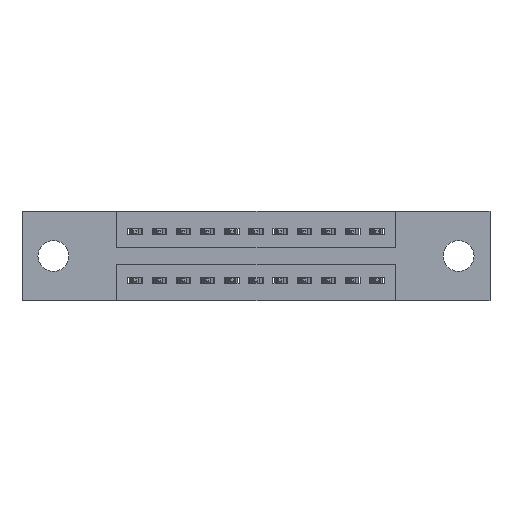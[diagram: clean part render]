
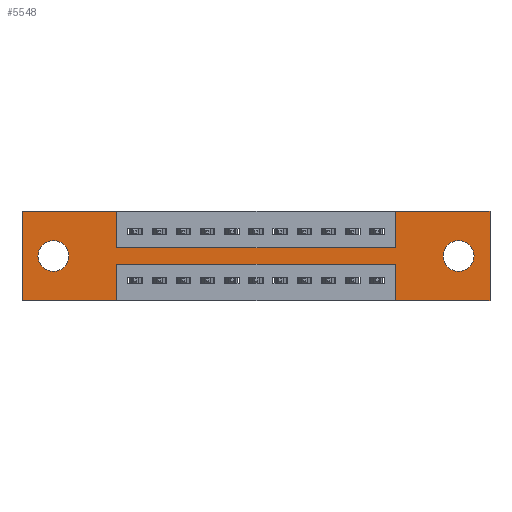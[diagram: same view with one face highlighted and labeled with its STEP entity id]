
A CAD part, front view. The second image highlights one B-rep face of the part: STEP entity #5548.
In plain terms, the highlighted planar face has unit normal (0, -1, 0).
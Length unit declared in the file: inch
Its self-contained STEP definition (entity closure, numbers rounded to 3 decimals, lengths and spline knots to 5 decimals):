
#137 = DIRECTION ( 'NONE',  ( -1., 0., 0. ) ) ;
#254 = VECTOR ( 'NONE', #8415, 39.37008 ) ;
#267 = VERTEX_POINT ( 'NONE', #5204 ) ;
#295 = DIRECTION ( 'NONE',  ( -1., 0., 0. ) ) ;
#356 = ORIENTED_EDGE ( 'NONE', *, *, #8365, .T. ) ;
#405 = CARTESIAN_POINT ( 'NONE',  ( 0.3925, 0., 0. ) ) ;
#609 = CARTESIAN_POINT ( 'NONE',  ( 0., 0., -0.37 ) ) ;
#689 = VECTOR ( 'NONE', #137, 39.37008 ) ;
#785 = CARTESIAN_POINT ( 'NONE',  ( 1.5425, 0., -0.37 ) ) ;
#850 = ORIENTED_EDGE ( 'NONE', *, *, #2156, .F. ) ;
#968 = EDGE_CURVE ( 'NONE', #1346, #9020, #5719, .T. ) ;
#974 = LINE ( 'NONE', #11618, #11247 ) ;
#1053 = CIRCLE ( 'NONE', #2120, 0.064 ) ;
#1078 = EDGE_CURVE ( 'NONE', #8890, #12591, #10949, .T. ) ;
#1082 = CARTESIAN_POINT ( 'NONE',  ( 0.13, 0., -0.249 ) ) ;
#1139 = DIRECTION ( 'NONE',  ( 1., 0., 0. ) ) ;
#1167 = CIRCLE ( 'NONE', #4949, 0.064 ) ;
#1264 = ORIENTED_EDGE ( 'NONE', *, *, #6830, .F. ) ;
#1343 = FACE_BOUND ( 'NONE', #5909, .T. ) ;
#1346 = VERTEX_POINT ( 'NONE', #405 ) ;
#1478 = CARTESIAN_POINT ( 'NONE',  ( 0.3925, 0., -0.22 ) ) ;
#1519 = CARTESIAN_POINT ( 'NONE',  ( 0., 0., 0. ) ) ;
#1736 = LINE ( 'NONE', #7572, #9401 ) ;
#2060 = DIRECTION ( 'NONE',  ( 0., 1., 0. ) ) ;
#2108 = CARTESIAN_POINT ( 'NONE',  ( 1.805, 0., -0.185 ) ) ;
#2120 = AXIS2_PLACEMENT_3D ( 'NONE', #3473, #10313, #4510 ) ;
#2156 = EDGE_CURVE ( 'NONE', #9639, #10306, #11848, .T. ) ;
#2218 = VERTEX_POINT ( 'NONE', #8822 ) ;
#2495 = EDGE_LOOP ( 'NONE', ( #3092, #12515 ) ) ;
#2813 = DIRECTION ( 'NONE',  ( 0., 0., -1. ) ) ;
#2868 = ORIENTED_EDGE ( 'NONE', *, *, #11875, .F. ) ;
#2895 = CARTESIAN_POINT ( 'NONE',  ( 0.3925, 0., 0. ) ) ;
#3001 = ORIENTED_EDGE ( 'NONE', *, *, #5896, .F. ) ;
#3011 = VECTOR ( 'NONE', #2813, 39.37008 ) ;
#3092 = ORIENTED_EDGE ( 'NONE', *, *, #6814, .T. ) ;
#3140 = DIRECTION ( 'NONE',  ( 0., 0., -1. ) ) ;
#3196 = CARTESIAN_POINT ( 'NONE',  ( 1.935, 0., 0. ) ) ;
#3293 = VECTOR ( 'NONE', #3657, 39.37008 ) ;
#3315 = AXIS2_PLACEMENT_3D ( 'NONE', #10683, #5939, #12457 ) ;
#3338 = VERTEX_POINT ( 'NONE', #5498 ) ;
#3473 = CARTESIAN_POINT ( 'NONE',  ( 0.13, 0., -0.185 ) ) ;
#3474 = CARTESIAN_POINT ( 'NONE',  ( 0.3925, 0., -0.22 ) ) ;
#3493 = VECTOR ( 'NONE', #12706, 39.37008 ) ;
#3657 = DIRECTION ( 'NONE',  ( 1., 0., 0. ) ) ;
#3659 = DIRECTION ( 'NONE',  ( 0., 0., 1. ) ) ;
#3768 = ORIENTED_EDGE ( 'NONE', *, *, #6933, .F. ) ;
#3843 = FACE_BOUND ( 'NONE', #2495, .T. ) ;
#3903 = ORIENTED_EDGE ( 'NONE', *, *, #8802, .F. ) ;
#4232 = DIRECTION ( 'NONE',  ( 0., 0., -1. ) ) ;
#4276 = DIRECTION ( 'NONE',  ( 0., 0., 1. ) ) ;
#4486 = ORIENTED_EDGE ( 'NONE', *, *, #5586, .F. ) ;
#4489 = EDGE_CURVE ( 'NONE', #267, #2218, #7730, .T. ) ;
#4510 = DIRECTION ( 'NONE',  ( 0., 0., 1. ) ) ;
#4624 = CARTESIAN_POINT ( 'NONE',  ( 0.13, 0., -0.185 ) ) ;
#4746 = CARTESIAN_POINT ( 'NONE',  ( 1.5425, 0., -0.37 ) ) ;
#4822 = VECTOR ( 'NONE', #4232, 39.37008 ) ;
#4949 = AXIS2_PLACEMENT_3D ( 'NONE', #4624, #11327, #5637 ) ;
#4964 = DIRECTION ( 'NONE',  ( 1., 0., 0. ) ) ;
#4997 = EDGE_CURVE ( 'NONE', #3338, #10460, #11794, .T. ) ;
#5204 = CARTESIAN_POINT ( 'NONE',  ( 1.935, 0., 0. ) ) ;
#5211 = VERTEX_POINT ( 'NONE', #8362 ) ;
#5326 = EDGE_CURVE ( 'NONE', #5887, #5211, #1167, .T. ) ;
#5419 = VECTOR ( 'NONE', #1139, 39.37008 ) ;
#5498 = CARTESIAN_POINT ( 'NONE',  ( 1.805, 0., -0.121 ) ) ;
#5548 = ADVANCED_FACE ( 'NONE', ( #1343, #3843, #9073 ), #11580, .T. ) ;
#5586 = EDGE_CURVE ( 'NONE', #11851, #267, #974, .T. ) ;
#5637 = DIRECTION ( 'NONE',  ( 0., 0., 1. ) ) ;
#5692 = CARTESIAN_POINT ( 'NONE',  ( 0., 0., 0. ) ) ;
#5719 = LINE ( 'NONE', #2895, #3011 ) ;
#5732 = LINE ( 'NONE', #11058, #5419 ) ;
#5887 = VERTEX_POINT ( 'NONE', #1082 ) ;
#5896 = EDGE_CURVE ( 'NONE', #9020, #11384, #5732, .T. ) ;
#5909 = EDGE_LOOP ( 'NONE', ( #8646, #356 ) ) ;
#5939 = DIRECTION ( 'NONE',  ( 0., -1., 0. ) ) ;
#6239 = CARTESIAN_POINT ( 'NONE',  ( 1.5425, 0., 0. ) ) ;
#6388 = EDGE_LOOP ( 'NONE', ( #850, #8949, #8846, #3903, #10692, #4486, #2868, #3001, #12327, #8446, #3768, #1264 ) ) ;
#6515 = DIRECTION ( 'NONE',  ( 0., 0., -1. ) ) ;
#6814 = EDGE_CURVE ( 'NONE', #5211, #5887, #1053, .T. ) ;
#6830 = EDGE_CURVE ( 'NONE', #10306, #11572, #8850, .T. ) ;
#6933 = EDGE_CURVE ( 'NONE', #11572, #10191, #12242, .T. ) ;
#7006 = AXIS2_PLACEMENT_3D ( 'NONE', #8050, #2060, #9027 ) ;
#7106 = CARTESIAN_POINT ( 'NONE',  ( 1.5425, 0., -0.22 ) ) ;
#7187 = CARTESIAN_POINT ( 'NONE',  ( 0.3925, 0., -0.37 ) ) ;
#7488 = VECTOR ( 'NONE', #4276, 39.37008 ) ;
#7572 = CARTESIAN_POINT ( 'NONE',  ( 0., 0., -0.37 ) ) ;
#7730 = LINE ( 'NONE', #3196, #4822 ) ;
#7853 = EDGE_CURVE ( 'NONE', #12591, #9639, #11277, .T. ) ;
#8050 = CARTESIAN_POINT ( 'NONE',  ( 1.805, 0., -0.185 ) ) ;
#8197 = CARTESIAN_POINT ( 'NONE',  ( 1.5425, 0., 0. ) ) ;
#8362 = CARTESIAN_POINT ( 'NONE',  ( 0.13, 0., -0.121 ) ) ;
#8365 = EDGE_CURVE ( 'NONE', #10460, #3338, #11268, .T. ) ;
#8415 = DIRECTION ( 'NONE',  ( -1., 0., 0. ) ) ;
#8446 = ORIENTED_EDGE ( 'NONE', *, *, #12257, .F. ) ;
#8557 = CARTESIAN_POINT ( 'NONE',  ( 1.5425, 0., -0.15 ) ) ;
#8646 = ORIENTED_EDGE ( 'NONE', *, *, #4997, .T. ) ;
#8680 = CARTESIAN_POINT ( 'NONE',  ( 1.805, 0., -0.249 ) ) ;
#8802 = EDGE_CURVE ( 'NONE', #2218, #8890, #1736, .T. ) ;
#8822 = CARTESIAN_POINT ( 'NONE',  ( 1.935, 0., -0.37 ) ) ;
#8846 = ORIENTED_EDGE ( 'NONE', *, *, #1078, .F. ) ;
#8850 = LINE ( 'NONE', #12091, #689 ) ;
#8885 = LINE ( 'NONE', #5692, #3293 ) ;
#8890 = VERTEX_POINT ( 'NONE', #4746 ) ;
#8949 = ORIENTED_EDGE ( 'NONE', *, *, #7853, .F. ) ;
#9020 = VERTEX_POINT ( 'NONE', #12453 ) ;
#9027 = DIRECTION ( 'NONE',  ( 0., 0., -1. ) ) ;
#9073 = FACE_OUTER_BOUND ( 'NONE', #6388, .T. ) ;
#9074 = DIRECTION ( 'NONE',  ( 0., 1., 0. ) ) ;
#9401 = VECTOR ( 'NONE', #295, 39.37008 ) ;
#9418 = CARTESIAN_POINT ( 'NONE',  ( 0.3925, 0., -0.37 ) ) ;
#9639 = VERTEX_POINT ( 'NONE', #1478 ) ;
#9752 = AXIS2_PLACEMENT_3D ( 'NONE', #2108, #9074, #3140 ) ;
#9866 = VECTOR ( 'NONE', #3659, 39.37008 ) ;
#10191 = VERTEX_POINT ( 'NONE', #11977 ) ;
#10306 = VERTEX_POINT ( 'NONE', #9418 ) ;
#10313 = DIRECTION ( 'NONE',  ( 0., 1., 0. ) ) ;
#10460 = VERTEX_POINT ( 'NONE', #8680 ) ;
#10683 = CARTESIAN_POINT ( 'NONE',  ( 0., 0., -0.37 ) ) ;
#10692 = ORIENTED_EDGE ( 'NONE', *, *, #4489, .F. ) ;
#10949 = LINE ( 'NONE', #785, #3493 ) ;
#11058 = CARTESIAN_POINT ( 'NONE',  ( 0.3925, 0., -0.15 ) ) ;
#11247 = VECTOR ( 'NONE', #4964, 39.37008 ) ;
#11268 = CIRCLE ( 'NONE', #7006, 0.064 ) ;
#11277 = LINE ( 'NONE', #3474, #254 ) ;
#11327 = DIRECTION ( 'NONE',  ( 0., 1., 0. ) ) ;
#11384 = VERTEX_POINT ( 'NONE', #8557 ) ;
#11572 = VERTEX_POINT ( 'NONE', #609 ) ;
#11580 = PLANE ( 'NONE',  #3315 ) ;
#11583 = VECTOR ( 'NONE', #6515, 39.37008 ) ;
#11618 = CARTESIAN_POINT ( 'NONE',  ( 0., 0., 0. ) ) ;
#11794 = CIRCLE ( 'NONE', #9752, 0.064 ) ;
#11848 = LINE ( 'NONE', #7187, #11583 ) ;
#11851 = VERTEX_POINT ( 'NONE', #6239 ) ;
#11875 = EDGE_CURVE ( 'NONE', #11384, #11851, #12404, .T. ) ;
#11977 = CARTESIAN_POINT ( 'NONE',  ( 0., 0., 0. ) ) ;
#12091 = CARTESIAN_POINT ( 'NONE',  ( 0., 0., -0.37 ) ) ;
#12242 = LINE ( 'NONE', #1519, #9866 ) ;
#12257 = EDGE_CURVE ( 'NONE', #10191, #1346, #8885, .T. ) ;
#12327 = ORIENTED_EDGE ( 'NONE', *, *, #968, .F. ) ;
#12404 = LINE ( 'NONE', #8197, #7488 ) ;
#12453 = CARTESIAN_POINT ( 'NONE',  ( 0.3925, 0., -0.15 ) ) ;
#12457 = DIRECTION ( 'NONE',  ( 0., 0., -1. ) ) ;
#12515 = ORIENTED_EDGE ( 'NONE', *, *, #5326, .T. ) ;
#12591 = VERTEX_POINT ( 'NONE', #7106 ) ;
#12706 = DIRECTION ( 'NONE',  ( 0., 0., 1. ) ) ;
